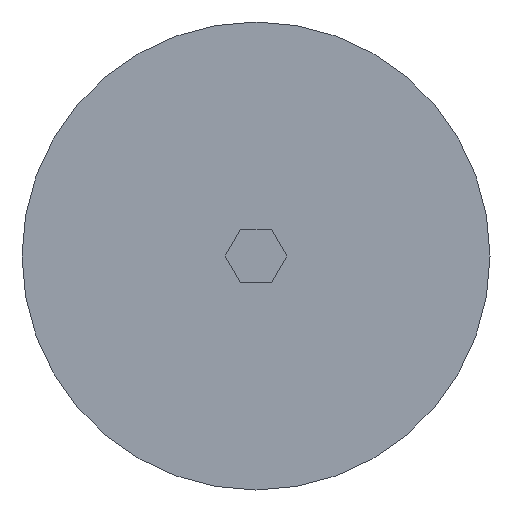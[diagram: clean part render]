
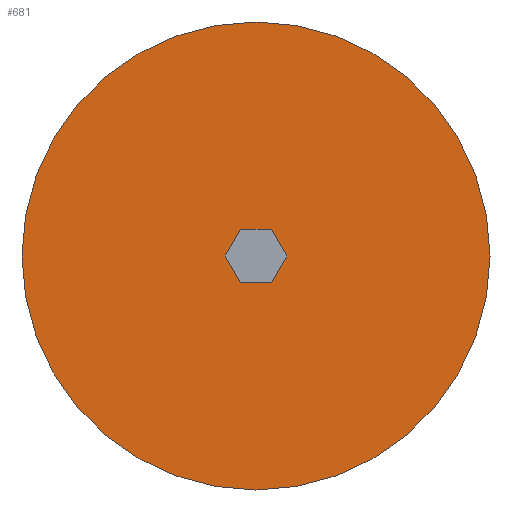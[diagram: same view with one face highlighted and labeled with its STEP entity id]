
A CAD part, front view. The second image highlights one B-rep face of the part: STEP entity #681.
In plain terms, the highlighted planar face has unit normal (0, -1, 0).
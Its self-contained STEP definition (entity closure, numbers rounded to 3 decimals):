
#44=FACE_BOUND('',#138,.T.);
#58=PLANE('',#793);
#98=FACE_OUTER_BOUND('',#137,.T.);
#137=EDGE_LOOP('',(#612,#613));
#138=EDGE_LOOP('',(#614,#615,#616,#617,#618,#619));
#148=LINE('',#1065,#183);
#151=LINE('',#1071,#186);
#154=LINE('',#1077,#189);
#157=LINE('',#1083,#192);
#160=LINE('',#1089,#195);
#163=LINE('',#1093,#198);
#183=VECTOR('',#834,4.619);
#186=VECTOR('',#839,4.619);
#189=VECTOR('',#844,4.619);
#192=VECTOR('',#849,4.619);
#195=VECTOR('',#854,4.619);
#198=VECTOR('',#859,4.619);
#268=CIRCLE('',#790,35.001);
#269=CIRCLE('',#791,35.001);
#286=VERTEX_POINT('',#1062);
#287=VERTEX_POINT('',#1064);
#289=VERTEX_POINT('',#1070);
#291=VERTEX_POINT('',#1076);
#293=VERTEX_POINT('',#1082);
#295=VERTEX_POINT('',#1088);
#340=VERTEX_POINT('',#1217);
#341=VERTEX_POINT('',#1218);
#359=EDGE_CURVE('',#287,#286,#148,.T.);
#362=EDGE_CURVE('',#289,#287,#151,.T.);
#365=EDGE_CURVE('',#291,#289,#154,.T.);
#368=EDGE_CURVE('',#293,#291,#157,.T.);
#371=EDGE_CURVE('',#295,#293,#160,.T.);
#374=EDGE_CURVE('',#286,#295,#163,.T.);
#434=EDGE_CURVE('',#340,#341,#268,.T.);
#435=EDGE_CURVE('',#341,#340,#269,.T.);
#612=ORIENTED_EDGE('',*,*,#434,.T.);
#613=ORIENTED_EDGE('',*,*,#435,.T.);
#614=ORIENTED_EDGE('',*,*,#359,.T.);
#615=ORIENTED_EDGE('',*,*,#374,.T.);
#616=ORIENTED_EDGE('',*,*,#371,.T.);
#617=ORIENTED_EDGE('',*,*,#368,.T.);
#618=ORIENTED_EDGE('',*,*,#365,.T.);
#619=ORIENTED_EDGE('',*,*,#362,.T.);
#681=ADVANCED_FACE('',(#98,#44),#58,.T.);
#790=AXIS2_PLACEMENT_3D('',#1219,#1006,#1007);
#791=AXIS2_PLACEMENT_3D('',#1220,#1008,#1009);
#793=AXIS2_PLACEMENT_3D('',#1222,#1012,#1013);
#834=DIRECTION('',(0.5,0.,-0.866));
#839=DIRECTION('',(1.,0.,0.));
#844=DIRECTION('',(0.5,0.,0.866));
#849=DIRECTION('',(-0.5,0.,0.866));
#854=DIRECTION('',(-1.,0.,0.));
#859=DIRECTION('',(-0.5,0.,-0.866));
#1006=DIRECTION('center_axis',(0.,-1.,0.));
#1007=DIRECTION('ref_axis',(1.,0.,0.));
#1008=DIRECTION('center_axis',(0.,-1.,0.));
#1009=DIRECTION('ref_axis',(1.,0.,0.));
#1012=DIRECTION('center_axis',(0.,-1.,0.));
#1013=DIRECTION('ref_axis',(0.,0.,-1.));
#1062=CARTESIAN_POINT('',(4.619,0.,0.));
#1064=CARTESIAN_POINT('',(2.309,0.,4.));
#1065=CARTESIAN_POINT('',(6.229,0.,-2.789));
#1070=CARTESIAN_POINT('',(-2.309,0.,4.));
#1071=CARTESIAN_POINT('',(9.905,0.,4.));
#1076=CARTESIAN_POINT('',(-4.619,0.,0.));
#1077=CARTESIAN_POINT('',(-0.699,0.,6.789));
#1082=CARTESIAN_POINT('',(-2.309,0.,-4.));
#1083=CARTESIAN_POINT('',(-1.854,0.,-4.789));
#1088=CARTESIAN_POINT('',(2.309,0.,-4.));
#1089=CARTESIAN_POINT('',(7.595,0.,-4.));
#1093=CARTESIAN_POINT('',(5.074,0.,0.789));
#1217=CARTESIAN_POINT('',(35.001,0.,0.));
#1218=CARTESIAN_POINT('',(0.,0.,35.001));
#1219=CARTESIAN_POINT('Origin',(0.,0.,
0.));
#1220=CARTESIAN_POINT('Origin',(0.,0.,
0.));
#1222=CARTESIAN_POINT('Origin',(17.5,0.,0.));
